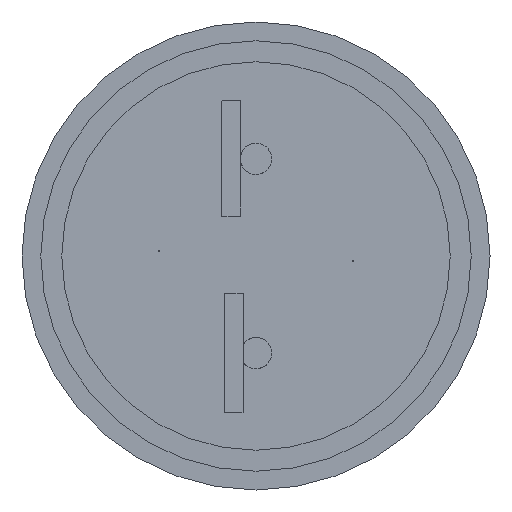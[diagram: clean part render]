
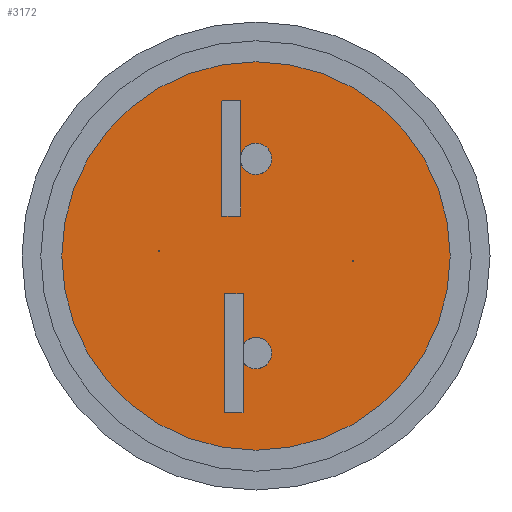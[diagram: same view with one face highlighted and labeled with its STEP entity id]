
A CAD part, front view. The second image highlights one B-rep face of the part: STEP entity #3172.
In plain terms, the highlighted planar face has unit normal (0, -1, 0).
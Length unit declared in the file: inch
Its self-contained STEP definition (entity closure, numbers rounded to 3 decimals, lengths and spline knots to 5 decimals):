
#287 = EDGE_LOOP ( 'NONE', ( #3735, #3736 ) ) ;
#288 = EDGE_LOOP ( 'NONE', ( #3741, #3742 ) ) ;
#289 = EDGE_LOOP ( 'NONE', ( #3733, #3734 ) ) ;
#290 = EDGE_LOOP ( 'NONE', ( #3737, #3738 ) ) ;
#292 = EDGE_LOOP ( 'NONE', ( #3739, #3740 ) ) ;
#810 = DIRECTION ( 'NONE',  ( 0., 0., 1. ) ) ;
#811 = DIRECTION ( 'NONE',  ( 0., 1., 0. ) ) ;
#812 = CARTESIAN_POINT ( 'NONE',  ( -0.1548, -2.23198, 0.00782 ) ) ;
#813 = DIRECTION ( 'NONE',  ( 0., 0., 1. ) ) ;
#814 = DIRECTION ( 'NONE',  ( 0., 1., 0. ) ) ;
#815 = CARTESIAN_POINT ( 'NONE',  ( 0.1548, -2.23198, -0.00782 ) ) ;
#816 = DIRECTION ( 'NONE',  ( 0., 0., -1. ) ) ;
#817 = DIRECTION ( 'NONE',  ( 0., 1., 0. ) ) ;
#818 = CARTESIAN_POINT ( 'NONE',  ( 0., -2.23198, 0. ) ) ;
#819 = DIRECTION ( 'NONE',  ( 1., 0., 0. ) ) ;
#820 = DIRECTION ( 'NONE',  ( 0., -1., 0. ) ) ;
#821 = CARTESIAN_POINT ( 'NONE',  ( 0., -2.23198, -0.155 ) ) ;
#822 = DIRECTION ( 'NONE',  ( 1., 0., 0. ) ) ;
#823 = DIRECTION ( 'NONE',  ( 0., -1., 0. ) ) ;
#824 = CARTESIAN_POINT ( 'NONE',  ( 0., -2.23198, 0.155 ) ) ;
#1265 = DIRECTION ( 'NONE',  ( 0., 0., 1. ) ) ;
#1266 = DIRECTION ( 'NONE',  ( 0., 1., 0. ) ) ;
#1267 = FACE_BOUND ( 'NONE', #292, .T. ) ;
#1269 = FACE_BOUND ( 'NONE', #290, .T. ) ;
#1270 = CARTESIAN_POINT ( 'NONE',  ( 0., -2.23198, 0. ) ) ;
#1271 = FACE_OUTER_BOUND ( 'NONE', #287, .T. ) ;
#1273 = FACE_BOUND ( 'NONE', #289, .T. ) ;
#1274 = FACE_BOUND ( 'NONE', #288, .T. ) ;
#1277 = PLANE ( 'NONE',  #2833 ) ;
#1792 = CARTESIAN_POINT ( 'NONE',  ( 0., -2.23198, -0.31 ) ) ;
#1807 = CARTESIAN_POINT ( 'NONE',  ( 0.025, -2.23198, -0.155 ) ) ;
#1820 = CARTESIAN_POINT ( 'NONE',  ( 0., -2.23198, 0.31 ) ) ;
#1833 = CARTESIAN_POINT ( 'NONE',  ( 0.025, -2.23198, 0.155 ) ) ;
#1881 = CARTESIAN_POINT ( 'NONE',  ( -0.1548, -2.23198, 0.00882 ) ) ;
#1911 = CARTESIAN_POINT ( 'NONE',  ( -0.1548, -2.23198, 0.00682 ) ) ;
#1912 = CARTESIAN_POINT ( 'NONE',  ( 0.1548, -2.23198, -0.00682 ) ) ;
#1932 = CARTESIAN_POINT ( 'NONE',  ( 0.1548, -2.23198, -0.00882 ) ) ;
#2004 = CARTESIAN_POINT ( 'NONE',  ( -0.025, -2.23198, -0.155 ) ) ;
#2414 = VERTEX_POINT ( 'NONE', #3713 ) ;
#2427 = VERTEX_POINT ( 'NONE', #2004 ) ;
#2499 = VERTEX_POINT ( 'NONE', #1932 ) ;
#2519 = VERTEX_POINT ( 'NONE', #1912 ) ;
#2520 = VERTEX_POINT ( 'NONE', #1911 ) ;
#2550 = VERTEX_POINT ( 'NONE', #1881 ) ;
#2598 = VERTEX_POINT ( 'NONE', #1833 ) ;
#2611 = VERTEX_POINT ( 'NONE', #1820 ) ;
#2624 = VERTEX_POINT ( 'NONE', #1807 ) ;
#2639 = VERTEX_POINT ( 'NONE', #1792 ) ;
#2833 = AXIS2_PLACEMENT_3D ( 'NONE', #1270, #1266, #1265 ) ;
#2949 = AXIS2_PLACEMENT_3D ( 'NONE', #812, #811, #810 ) ;
#2956 = CIRCLE ( 'NONE', #2960, 0.31 ) ;
#2960 = AXIS2_PLACEMENT_3D ( 'NONE', #818, #817, #816 ) ;
#2971 = AXIS2_PLACEMENT_3D ( 'NONE', #815, #814, #813 ) ;
#2975 = AXIS2_PLACEMENT_3D ( 'NONE', #821, #820, #819 ) ;
#2978 = CIRCLE ( 'NONE', #2975, 0.025 ) ;
#2980 = CIRCLE ( 'NONE', #2949, 0.001 ) ;
#2983 = CIRCLE ( 'NONE', #2989, 0.025 ) ;
#2989 = AXIS2_PLACEMENT_3D ( 'NONE', #824, #823, #822 ) ;
#2991 = CIRCLE ( 'NONE', #2971, 0.001 ) ;
#3004 = AXIS2_PLACEMENT_3D ( 'NONE', #4253, #4254, #4255 ) ;
#3006 = CIRCLE ( 'NONE', #3004, 0.025 ) ;
#3014 = AXIS2_PLACEMENT_3D ( 'NONE', #4232, #4233, #4234 ) ;
#3019 = CIRCLE ( 'NONE', #3014, 0.025 ) ;
#3020 = AXIS2_PLACEMENT_3D ( 'NONE', #4219, #4220, #4221 ) ;
#3029 = CIRCLE ( 'NONE', #3020, 0.001 ) ;
#3032 = AXIS2_PLACEMENT_3D ( 'NONE', #4195, #4196, #4197 ) ;
#3035 = CIRCLE ( 'NONE', #3032, 0.001 ) ;
#3038 = AXIS2_PLACEMENT_3D ( 'NONE', #4182, #4183, #4184 ) ;
#3042 = CIRCLE ( 'NONE', #3038, 0.31 ) ;
#3172 = ADVANCED_FACE ( 'NONE', ( #1273, #1271, #1269, #1267, #1274 ), #1277, .F. ) ;
#3257 = EDGE_CURVE ( 'NONE', #2414, #2598, #2983, .T. ) ;
#3258 = EDGE_CURVE ( 'NONE', #2427, #2624, #2978, .T. ) ;
#3259 = EDGE_CURVE ( 'NONE', #2639, #2611, #2956, .T. ) ;
#3260 = EDGE_CURVE ( 'NONE', #2519, #2499, #2991, .T. ) ;
#3261 = EDGE_CURVE ( 'NONE', #2550, #2520, #2980, .T. ) ;
#3713 = CARTESIAN_POINT ( 'NONE',  ( -0.025, -2.23198, 0.155 ) ) ;
#3733 = ORIENTED_EDGE ( 'NONE', *, *, #4403, .F. ) ;
#3734 = ORIENTED_EDGE ( 'NONE', *, *, #3258, .F. ) ;
#3735 = ORIENTED_EDGE ( 'NONE', *, *, #3259, .F. ) ;
#3736 = ORIENTED_EDGE ( 'NONE', *, *, #4387, .F. ) ;
#3737 = ORIENTED_EDGE ( 'NONE', *, *, #3260, .T. ) ;
#3738 = ORIENTED_EDGE ( 'NONE', *, *, #4391, .T. ) ;
#3739 = ORIENTED_EDGE ( 'NONE', *, *, #3261, .T. ) ;
#3740 = ORIENTED_EDGE ( 'NONE', *, *, #4399, .T. ) ;
#3741 = ORIENTED_EDGE ( 'NONE', *, *, #4410, .F. ) ;
#3742 = ORIENTED_EDGE ( 'NONE', *, *, #3257, .F. ) ;
#4182 = CARTESIAN_POINT ( 'NONE',  ( 0., -2.23198, 0. ) ) ;
#4183 = DIRECTION ( 'NONE',  ( 0., 1., 0. ) ) ;
#4184 = DIRECTION ( 'NONE',  ( 0., 0., -1. ) ) ;
#4195 = CARTESIAN_POINT ( 'NONE',  ( 0.1548, -2.23198, -0.00782 ) ) ;
#4196 = DIRECTION ( 'NONE',  ( 0., 1., 0. ) ) ;
#4197 = DIRECTION ( 'NONE',  ( 0., 0., 1. ) ) ;
#4219 = CARTESIAN_POINT ( 'NONE',  ( -0.1548, -2.23198, 0.00782 ) ) ;
#4220 = DIRECTION ( 'NONE',  ( 0., 1., 0. ) ) ;
#4221 = DIRECTION ( 'NONE',  ( 0., 0., 1. ) ) ;
#4232 = CARTESIAN_POINT ( 'NONE',  ( 0., -2.23198, -0.155 ) ) ;
#4233 = DIRECTION ( 'NONE',  ( 0., -1., 0. ) ) ;
#4234 = DIRECTION ( 'NONE',  ( 1., 0., 0. ) ) ;
#4253 = CARTESIAN_POINT ( 'NONE',  ( 0., -2.23198, 0.155 ) ) ;
#4254 = DIRECTION ( 'NONE',  ( 0., -1., 0. ) ) ;
#4255 = DIRECTION ( 'NONE',  ( 1., 0., 0. ) ) ;
#4387 = EDGE_CURVE ( 'NONE', #2611, #2639, #3042, .T. ) ;
#4391 = EDGE_CURVE ( 'NONE', #2499, #2519, #3035, .T. ) ;
#4399 = EDGE_CURVE ( 'NONE', #2520, #2550, #3029, .T. ) ;
#4403 = EDGE_CURVE ( 'NONE', #2624, #2427, #3019, .T. ) ;
#4410 = EDGE_CURVE ( 'NONE', #2598, #2414, #3006, .T. ) ;
